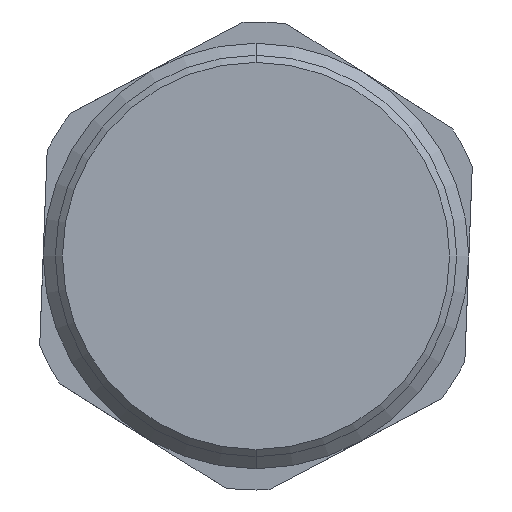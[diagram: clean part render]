
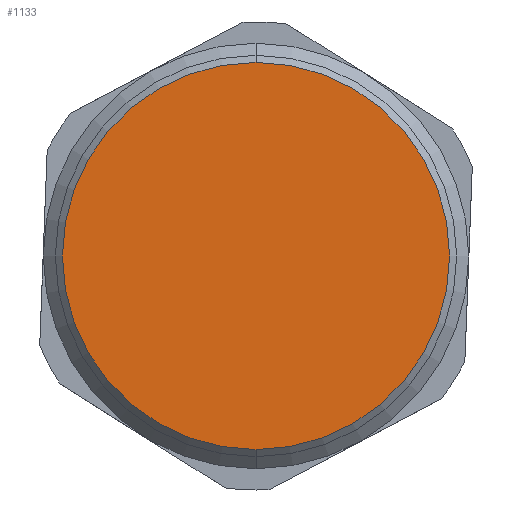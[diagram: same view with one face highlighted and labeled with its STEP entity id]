
A CAD part, front view. The second image highlights one B-rep face of the part: STEP entity #1133.
In plain terms, the highlighted planar face has unit normal (0, -1, 0).
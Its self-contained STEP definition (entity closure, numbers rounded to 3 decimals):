
#223 = DIRECTION ( 'NONE',  ( 0., 0., 1. ) ) ;
#224 = DIRECTION ( 'NONE',  ( 0., -1., 0. ) ) ;
#225 = CARTESIAN_POINT ( 'NONE',  ( 0., 0., 0. ) ) ;
#375 = DIRECTION ( 'NONE',  ( 0., 0., 1. ) ) ;
#376 = DIRECTION ( 'NONE',  ( 0., 1., 0. ) ) ;
#377 = CARTESIAN_POINT ( 'NONE',  ( 0., 0., 0. ) ) ;
#378 = PLANE ( 'NONE',  #1435 ) ;
#450 = CARTESIAN_POINT ( 'NONE',  ( 0., 0., -13.65 ) ) ;
#457 = CARTESIAN_POINT ( 'NONE',  ( 0., 0., 13.65 ) ) ;
#493 = EDGE_LOOP ( 'NONE', ( #573, #610 ) ) ;
#524 = VERTEX_POINT ( 'NONE', #457 ) ;
#531 = VERTEX_POINT ( 'NONE', #450 ) ;
#573 = ORIENTED_EDGE ( 'NONE', *, *, #1178, .T. ) ;
#610 = ORIENTED_EDGE ( 'NONE', *, *, #1248, .T. ) ;
#972 = DIRECTION ( 'NONE',  ( 0., 0., 1. ) ) ;
#973 = CARTESIAN_POINT ( 'NONE',  ( 0., 0., 0. ) ) ;
#974 = DIRECTION ( 'NONE',  ( 0., -1., 0. ) ) ;
#1069 = CIRCLE ( 'NONE', #1301, 13.65 ) ;
#1101 = CIRCLE ( 'NONE', #1461, 13.65 ) ;
#1133 = ADVANCED_FACE ( 'NONE', ( #1439 ), #378, .F. ) ;
#1178 = EDGE_CURVE ( 'NONE', #524, #531, #1101, .T. ) ;
#1248 = EDGE_CURVE ( 'NONE', #531, #524, #1069, .T. ) ;
#1301 = AXIS2_PLACEMENT_3D ( 'NONE', #973, #974, #972 ) ;
#1435 = AXIS2_PLACEMENT_3D ( 'NONE', #377, #376, #375 ) ;
#1439 = FACE_OUTER_BOUND ( 'NONE', #493, .T. ) ;
#1461 = AXIS2_PLACEMENT_3D ( 'NONE', #225, #224, #223 ) ;
